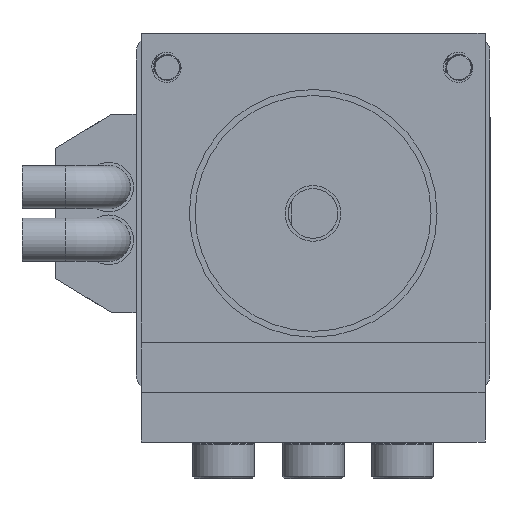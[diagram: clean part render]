
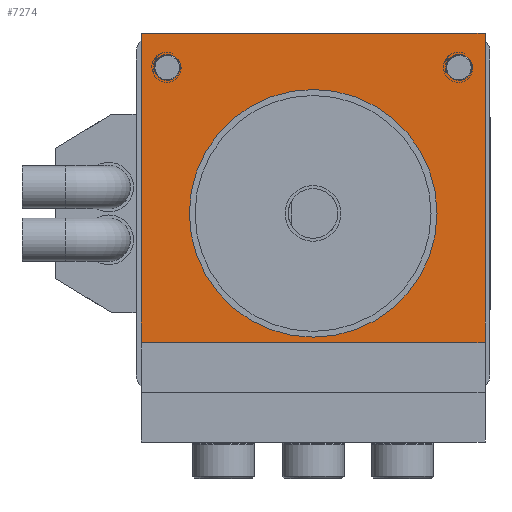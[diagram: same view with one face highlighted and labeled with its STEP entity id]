
A CAD part, left-side view. The second image highlights one B-rep face of the part: STEP entity #7274.
In plain terms, the highlighted planar face has unit normal (-1, 0, 0).
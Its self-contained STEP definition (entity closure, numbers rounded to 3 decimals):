
#299=FACE_BOUND('',#2517,.T.);
#300=FACE_BOUND('',#2518,.T.);
#301=FACE_BOUND('',#2519,.T.);
#302=FACE_BOUND('',#2520,.T.);
#303=FACE_BOUND('',#2521,.T.);
#430=PLANE('',#8166);
#909=LINE('',#18425,#1397);
#912=LINE('',#18431,#1400);
#915=LINE('',#18437,#1403);
#918=LINE('',#18441,#1406);
#1397=VECTOR('',#10307,10.);
#1400=VECTOR('',#10312,10.);
#1403=VECTOR('',#10317,10.);
#1406=VECTOR('',#10322,10.);
#2051=FACE_OUTER_BOUND('',#2516,.T.);
#2516=EDGE_LOOP('',(#6766,#6767,#6768,#6769));
#2517=EDGE_LOOP('',(#6770));
#2518=EDGE_LOOP('',(#6771));
#2519=EDGE_LOOP('',(#6772));
#2520=EDGE_LOOP('',(#6773));
#2521=EDGE_LOOP('',(#6774));
#2913=CIRCLE('',#8147,2.1);
#2915=CIRCLE('',#8150,2.1);
#2917=CIRCLE('',#8153,2.1);
#2919=CIRCLE('',#8156,2.1);
#2921=CIRCLE('',#8159,20.);
#3565=VERTEX_POINT('',#18389);
#3567=VERTEX_POINT('',#18395);
#3569=VERTEX_POINT('',#18401);
#3571=VERTEX_POINT('',#18407);
#3573=VERTEX_POINT('',#18413);
#3577=VERTEX_POINT('',#18422);
#3578=VERTEX_POINT('',#18424);
#3580=VERTEX_POINT('',#18430);
#3582=VERTEX_POINT('',#18436);
#4620=EDGE_CURVE('',#3565,#3565,#2913,.T.);
#4623=EDGE_CURVE('',#3567,#3567,#2915,.T.);
#4626=EDGE_CURVE('',#3569,#3569,#2917,.T.);
#4629=EDGE_CURVE('',#3571,#3571,#2919,.T.);
#4632=EDGE_CURVE('',#3573,#3573,#2921,.T.);
#4637=EDGE_CURVE('',#3578,#3577,#909,.T.);
#4640=EDGE_CURVE('',#3580,#3578,#912,.T.);
#4643=EDGE_CURVE('',#3582,#3580,#915,.T.);
#4646=EDGE_CURVE('',#3577,#3582,#918,.T.);
#6766=ORIENTED_EDGE('',*,*,#4646,.T.);
#6767=ORIENTED_EDGE('',*,*,#4643,.T.);
#6768=ORIENTED_EDGE('',*,*,#4640,.T.);
#6769=ORIENTED_EDGE('',*,*,#4637,.T.);
#6770=ORIENTED_EDGE('',*,*,#4632,.T.);
#6771=ORIENTED_EDGE('',*,*,#4629,.T.);
#6772=ORIENTED_EDGE('',*,*,#4626,.T.);
#6773=ORIENTED_EDGE('',*,*,#4623,.T.);
#6774=ORIENTED_EDGE('',*,*,#4620,.T.);
#7274=ADVANCED_FACE('',(#2051,#299,#300,#301,#302,#303),#430,.F.);
#8147=AXIS2_PLACEMENT_3D('',#18390,#10270,#10271);
#8150=AXIS2_PLACEMENT_3D('',#18396,#10277,#10278);
#8153=AXIS2_PLACEMENT_3D('',#18402,#10284,#10285);
#8156=AXIS2_PLACEMENT_3D('',#18408,#10291,#10292);
#8159=AXIS2_PLACEMENT_3D('',#18414,#10298,#10299);
#8166=AXIS2_PLACEMENT_3D('',#18443,#10325,#10326);
#10270=DIRECTION('center_axis',(1.,0.,0.));
#10271=DIRECTION('ref_axis',(0.,0.,-1.));
#10277=DIRECTION('center_axis',(1.,0.,0.));
#10278=DIRECTION('ref_axis',(0.,0.,-1.));
#10284=DIRECTION('center_axis',(1.,0.,0.));
#10285=DIRECTION('ref_axis',(0.,0.,-1.));
#10291=DIRECTION('center_axis',(1.,0.,0.));
#10292=DIRECTION('ref_axis',(0.,0.,-1.));
#10298=DIRECTION('center_axis',(1.,0.,0.));
#10299=DIRECTION('ref_axis',(0.,0.,-1.));
#10307=DIRECTION('',(0.,0.,1.));
#10312=DIRECTION('',(0.,-1.,0.));
#10317=DIRECTION('',(0.,0.,-1.));
#10322=DIRECTION('',(0.,1.,0.));
#10325=DIRECTION('center_axis',(1.,0.,0.));
#10326=DIRECTION('ref_axis',(0.,0.,-1.));
#18389=CARTESIAN_POINT('',(22.75,-23.57,15.46));
#18390=CARTESIAN_POINT('Origin',(22.75,-23.57,13.36));
#18395=CARTESIAN_POINT('',(22.75,-23.57,62.6));
#18396=CARTESIAN_POINT('Origin',(22.75,-23.57,60.5));
#18401=CARTESIAN_POINT('',(22.75,23.57,62.6));
#18402=CARTESIAN_POINT('Origin',(22.75,23.57,60.5));
#18407=CARTESIAN_POINT('',(22.75,23.57,15.46));
#18408=CARTESIAN_POINT('Origin',(22.75,23.57,13.36));
#18413=CARTESIAN_POINT('',(22.75,0.,56.93));
#18414=CARTESIAN_POINT('Origin',(22.75,0.,36.93));
#18422=CARTESIAN_POINT('',(22.75,-27.75,66.));
#18424=CARTESIAN_POINT('',(22.75,-27.75,8.05));
#18425=CARTESIAN_POINT('',(22.75,-27.75,66.));
#18430=CARTESIAN_POINT('',(22.75,27.75,8.05));
#18431=CARTESIAN_POINT('',(22.75,27.75,8.05));
#18436=CARTESIAN_POINT('',(22.75,27.75,66.));
#18437=CARTESIAN_POINT('',(22.75,27.75,8.));
#18441=CARTESIAN_POINT('',(22.75,27.75,66.));
#18443=CARTESIAN_POINT('Origin',(22.75,0.,37.025));
